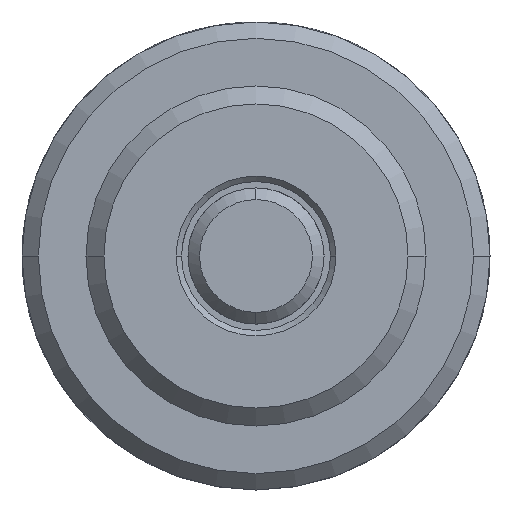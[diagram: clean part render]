
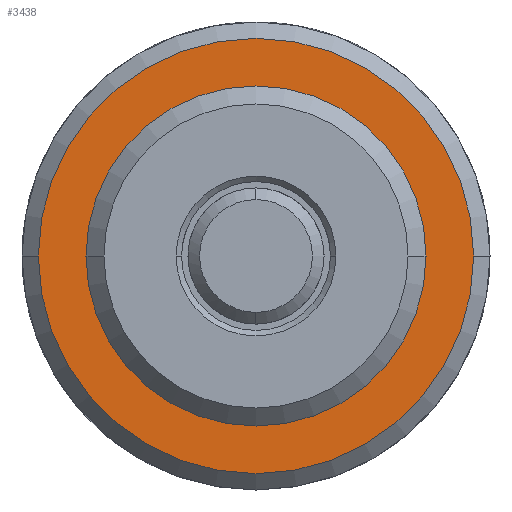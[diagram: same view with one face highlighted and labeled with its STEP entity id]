
A CAD part, left-side view. The second image highlights one B-rep face of the part: STEP entity #3438.
In plain terms, the highlighted planar face has unit normal (-1, 0, 0).
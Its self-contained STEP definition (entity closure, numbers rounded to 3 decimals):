
#96 = FACE_BOUND ( 'NONE', #390, .T. ) ;
#105 = DIRECTION ( 'NONE',  ( 1., 0., 0. ) ) ;
#137 = ORIENTED_EDGE ( 'NONE', *, *, #796, .F. ) ;
#261 = DIRECTION ( 'NONE',  ( 1., 0., 0. ) ) ;
#266 = CIRCLE ( 'NONE', #857, 10.16 ) ;
#315 = DIRECTION ( 'NONE',  ( 0., 0., -1. ) ) ;
#336 = CARTESIAN_POINT ( 'NONE',  ( 12.7, 0., 10.16 ) ) ;
#381 = CIRCLE ( 'NONE', #1937, 10.16 ) ;
#390 = EDGE_LOOP ( 'NONE', ( #2591, #3451 ) ) ;
#546 = AXIS2_PLACEMENT_3D ( 'NONE', #1132, #3643, #3627 ) ;
#561 = CARTESIAN_POINT ( 'NONE',  ( 12.7, 0., 0. ) ) ;
#603 = EDGE_CURVE ( 'NONE', #798, #988, #266, .T. ) ;
#711 = FACE_OUTER_BOUND ( 'NONE', #2213, .T. ) ;
#796 = EDGE_CURVE ( 'NONE', #988, #798, #381, .T. ) ;
#798 = VERTEX_POINT ( 'NONE', #336 ) ;
#857 = AXIS2_PLACEMENT_3D ( 'NONE', #1924, #105, #2873 ) ;
#988 = VERTEX_POINT ( 'NONE', #3276 ) ;
#1132 = CARTESIAN_POINT ( 'NONE',  ( 12.7, 0., 0. ) ) ;
#1168 = DIRECTION ( 'NONE',  ( 0., 0., -1. ) ) ;
#1198 = DIRECTION ( 'NONE',  ( 0., 0., -1. ) ) ;
#1267 = EDGE_CURVE ( 'NONE', #3229, #3763, #2302, .T. ) ;
#1279 = CARTESIAN_POINT ( 'NONE',  ( 12.7, 0., 0. ) ) ;
#1305 = CIRCLE ( 'NONE', #3652, 7.906 ) ;
#1795 = DIRECTION ( 'NONE',  ( 1., 0., 0. ) ) ;
#1802 = CARTESIAN_POINT ( 'NONE',  ( 12.7, 0., 0. ) ) ;
#1879 = DIRECTION ( 'NONE',  ( 1., 0., 0. ) ) ;
#1924 = CARTESIAN_POINT ( 'NONE',  ( 12.7, 0., 0. ) ) ;
#1937 = AXIS2_PLACEMENT_3D ( 'NONE', #1802, #261, #1198 ) ;
#2141 = CARTESIAN_POINT ( 'NONE',  ( 12.7, 0., -7.906 ) ) ;
#2213 = EDGE_LOOP ( 'NONE', ( #3865, #137 ) ) ;
#2302 = CIRCLE ( 'NONE', #546, 7.906 ) ;
#2591 = ORIENTED_EDGE ( 'NONE', *, *, #3717, .T. ) ;
#2785 = CARTESIAN_POINT ( 'NONE',  ( 12.7, 0., 7.906 ) ) ;
#2873 = DIRECTION ( 'NONE',  ( 0., 0., -1. ) ) ;
#3188 = PLANE ( 'NONE',  #3916 ) ;
#3229 = VERTEX_POINT ( 'NONE', #2785 ) ;
#3276 = CARTESIAN_POINT ( 'NONE',  ( 12.7, 0., -10.16 ) ) ;
#3438 = ADVANCED_FACE ( 'NONE', ( #711, #96 ), #3188, .F. ) ;
#3451 = ORIENTED_EDGE ( 'NONE', *, *, #1267, .T. ) ;
#3627 = DIRECTION ( 'NONE',  ( 0., 0., -1. ) ) ;
#3643 = DIRECTION ( 'NONE',  ( 1., 0., 0. ) ) ;
#3652 = AXIS2_PLACEMENT_3D ( 'NONE', #561, #1795, #1168 ) ;
#3717 = EDGE_CURVE ( 'NONE', #3763, #3229, #1305, .T. ) ;
#3763 = VERTEX_POINT ( 'NONE', #2141 ) ;
#3865 = ORIENTED_EDGE ( 'NONE', *, *, #603, .F. ) ;
#3916 = AXIS2_PLACEMENT_3D ( 'NONE', #1279, #1879, #315 ) ;
